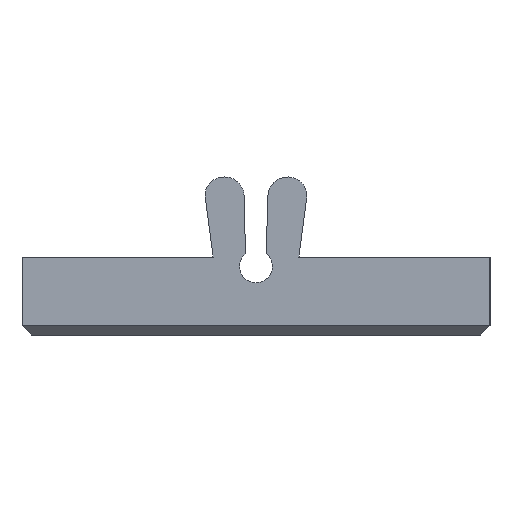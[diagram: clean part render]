
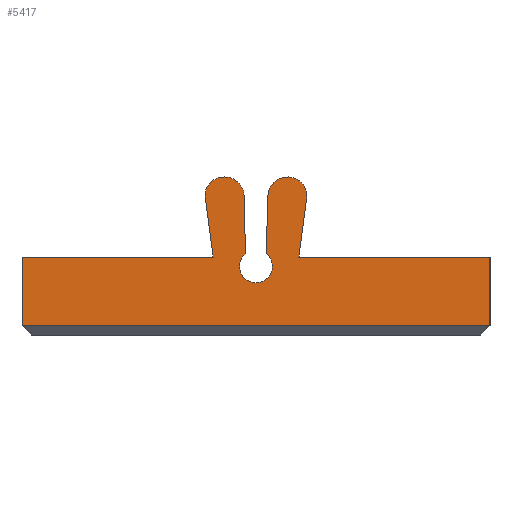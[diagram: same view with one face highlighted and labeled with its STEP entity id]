
A CAD part, left-side view. The second image highlights one B-rep face of the part: STEP entity #5417.
In plain terms, the highlighted planar face has unit normal (-1, 0, 0).
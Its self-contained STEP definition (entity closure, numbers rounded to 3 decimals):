
#43=CIRCLE('',#5657,0.525);
#194=B_SPLINE_CURVE_WITH_KNOTS('',3,(#8800,#8801,#8802,#8803,#8804,#8805,
#8806,#8807,#8808,#8809,#8810,#8811,#8812,#8813,#8814,#8815,#8816,#8817,
#8818),.UNSPECIFIED.,.F.,.F.,(4,3,3,3,3,3,4),(0.033,0.108,
0.145,0.183,0.22,0.258,0.332),
 .UNSPECIFIED.);
#195=B_SPLINE_CURVE_WITH_KNOTS('',3,(#8822,#8823,#8824,#8825,#8826,#8827,
#8828,#8829,#8830,#8831,#8832,#8833,#8834,#8835,#8836,#8837,#8838,#8839,
#8840),.UNSPECIFIED.,.F.,.F.,(4,3,3,3,3,3,4),(0.034,0.191,
0.269,0.347,0.425,0.503,
0.66),.UNSPECIFIED.);
#606=FACE_OUTER_BOUND('',#910,.T.);
#910=EDGE_LOOP('',(#4320,#4321,#4322,#4323,#4324,#4325,#4326,#4327,#4328,
#4329,#4330,#4331));
#1283=LINE('',#8638,#1827);
#1286=LINE('',#8644,#1830);
#1290=LINE('',#8651,#1834);
#1308=LINE('',#8687,#1852);
#1309=LINE('',#8689,#1853);
#1310=LINE('',#8691,#1854);
#1346=LINE('',#8765,#1890);
#1348=LINE('',#8769,#1892);
#1349=LINE('',#8821,#1893);
#1827=VECTOR('',#6118,1000.);
#1830=VECTOR('',#6123,10.);
#1834=VECTOR('',#6129,10.);
#1852=VECTOR('',#6157,1000.);
#1853=VECTOR('',#6160,1000.);
#1854=VECTOR('',#6163,1000.);
#1890=VECTOR('',#6239,1000.);
#1892=VECTOR('',#6243,1000.);
#1893=VECTOR('',#6246,1000.);
#2378=VERTEX_POINT('',#8570);
#2380=VERTEX_POINT('',#8573);
#2392=VERTEX_POINT('',#8637);
#2393=VERTEX_POINT('',#8641);
#2394=VERTEX_POINT('',#8643);
#2395=VERTEX_POINT('',#8647);
#2396=VERTEX_POINT('',#8649);
#2397=VERTEX_POINT('',#8656);
#2409=VERTEX_POINT('',#8683);
#2427=VERTEX_POINT('',#8763);
#2428=VERTEX_POINT('',#8767);
#2429=VERTEX_POINT('',#8820);
#3025=EDGE_CURVE('',#2380,#2378,#43,.T.);
#3039=EDGE_CURVE('',#2380,#2392,#1283,.T.);
#3042=EDGE_CURVE('',#2393,#2394,#1286,.T.);
#3046=EDGE_CURVE('',#2396,#2395,#1290,.T.);
#3064=EDGE_CURVE('',#2397,#2396,#1308,.T.);
#3065=EDGE_CURVE('',#2409,#2394,#1309,.T.);
#3066=EDGE_CURVE('',#2397,#2409,#1310,.T.);
#3102=EDGE_CURVE('',#2378,#2427,#1346,.T.);
#3104=EDGE_CURVE('',#2395,#2428,#1348,.T.);
#3105=EDGE_CURVE('',#2428,#2427,#194,.T.);
#3106=EDGE_CURVE('',#2393,#2429,#1349,.T.);
#3107=EDGE_CURVE('',#2392,#2429,#195,.T.);
#4320=ORIENTED_EDGE('',*,*,#3025,.T.);
#4321=ORIENTED_EDGE('',*,*,#3102,.T.);
#4322=ORIENTED_EDGE('',*,*,#3105,.F.);
#4323=ORIENTED_EDGE('',*,*,#3104,.F.);
#4324=ORIENTED_EDGE('',*,*,#3046,.F.);
#4325=ORIENTED_EDGE('',*,*,#3064,.F.);
#4326=ORIENTED_EDGE('',*,*,#3066,.T.);
#4327=ORIENTED_EDGE('',*,*,#3065,.T.);
#4328=ORIENTED_EDGE('',*,*,#3042,.F.);
#4329=ORIENTED_EDGE('',*,*,#3106,.T.);
#4330=ORIENTED_EDGE('',*,*,#3107,.F.);
#4331=ORIENTED_EDGE('',*,*,#3039,.F.);
#5188=PLANE('',#5691);
#5417=ADVANCED_FACE('',(#606),#5188,.F.);
#5657=AXIS2_PLACEMENT_3D('',#8574,#6100,#6101);
#5691=AXIS2_PLACEMENT_3D('',#8819,#6244,#6245);
#6100=DIRECTION('center_axis',(1.,0.,0.));
#6101=DIRECTION('ref_axis',(0.,-1.,0.));
#6118=DIRECTION('',(0.,-0.03,1.));
#6123=DIRECTION('',(0.,-1.,0.));
#6129=DIRECTION('',(0.,-1.,0.));
#6157=DIRECTION('',(0.,0.,1.));
#6160=DIRECTION('',(0.,0.,1.));
#6163=DIRECTION('',(0.,-1.,0.));
#6239=DIRECTION('',(0.,0.024,1.));
#6243=DIRECTION('',(0.,0.13,0.992));
#6244=DIRECTION('center_axis',(1.,0.,0.));
#6245=DIRECTION('ref_axis',(0.,-0.985,0.174));
#6246=DIRECTION('',(0.,-0.13,0.992));
#8570=CARTESIAN_POINT('',(-18.487,33.037,8.856));
#8573=CARTESIAN_POINT('',(-18.487,32.373,8.865));
#8574=CARTESIAN_POINT('Origin',(-18.487,32.7,8.454));
#8637=CARTESIAN_POINT('',(-18.487,32.318,10.724));
#8638=CARTESIAN_POINT('',(-18.487,32.349,9.694));
#8641=CARTESIAN_POINT('',(-18.487,31.325,8.754));
#8643=CARTESIAN_POINT('',(-18.487,25.2,8.754));
#8644=CARTESIAN_POINT('',(-18.487,32.7,8.754));
#8647=CARTESIAN_POINT('',(-18.487,34.075,8.754));
#8649=CARTESIAN_POINT('',(-18.487,40.2,8.754));
#8651=CARTESIAN_POINT('',(-18.487,32.7,8.754));
#8656=CARTESIAN_POINT('',(-18.487,40.2,6.554));
#8683=CARTESIAN_POINT('',(-18.487,25.2,6.554));
#8687=CARTESIAN_POINT('',(-18.487,40.2,8.004));
#8689=CARTESIAN_POINT('',(-18.487,25.2,8.004));
#8691=CARTESIAN_POINT('',(-18.487,25.2,6.554));
#8763=CARTESIAN_POINT('',(-18.487,33.082,10.724));
#8765=CARTESIAN_POINT('',(-18.487,33.057,9.69));
#8767=CARTESIAN_POINT('',(-18.487,34.322,10.64));
#8769=CARTESIAN_POINT('',(-18.487,34.198,9.697));
#8800=CARTESIAN_POINT('Ctrl Pts',(-18.487,34.322,10.64));
#8801=CARTESIAN_POINT('Ctrl Pts',(-18.487,34.342,10.777));
#8802=CARTESIAN_POINT('Ctrl Pts',(-18.487,34.329,10.873));
#8803=CARTESIAN_POINT('Ctrl Pts',(-18.487,34.265,10.99));
#8804=CARTESIAN_POINT('Ctrl Pts',(-18.487,34.233,11.049));
#8805=CARTESIAN_POINT('Ctrl Pts',(-18.487,34.189,11.114));
#8806=CARTESIAN_POINT('Ctrl Pts',(-18.487,34.124,11.17));
#8807=CARTESIAN_POINT('Ctrl Pts',(-18.487,34.058,11.227));
#8808=CARTESIAN_POINT('Ctrl Pts',(-18.487,33.972,11.276));
#8809=CARTESIAN_POINT('Ctrl Pts',(-18.487,33.872,11.301));
#8810=CARTESIAN_POINT('Ctrl Pts',(-18.487,33.772,11.326));
#8811=CARTESIAN_POINT('Ctrl Pts',(-18.487,33.658,11.327));
#8812=CARTESIAN_POINT('Ctrl Pts',(-18.487,33.553,11.3));
#8813=CARTESIAN_POINT('Ctrl Pts',(-18.487,33.447,11.273));
#8814=CARTESIAN_POINT('Ctrl Pts',(-18.487,33.351,11.218));
#8815=CARTESIAN_POINT('Ctrl Pts',(-18.487,33.278,11.152));
#8816=CARTESIAN_POINT('Ctrl Pts',(-18.487,33.133,11.02));
#8817=CARTESIAN_POINT('Ctrl Pts',(-18.487,33.085,10.849));
#8818=CARTESIAN_POINT('Ctrl Pts',(-18.487,33.082,10.724));
#8819=CARTESIAN_POINT('Origin',(-18.487,32.775,9.057));
#8820=CARTESIAN_POINT('',(-18.487,31.078,10.64));
#8821=CARTESIAN_POINT('',(-18.487,31.202,9.697));
#8822=CARTESIAN_POINT('Ctrl Pts',(-18.487,32.318,10.724));
#8823=CARTESIAN_POINT('Ctrl Pts',(-18.487,32.315,10.849));
#8824=CARTESIAN_POINT('Ctrl Pts',(-18.487,32.267,11.02));
#8825=CARTESIAN_POINT('Ctrl Pts',(-18.487,32.122,11.152));
#8826=CARTESIAN_POINT('Ctrl Pts',(-18.487,32.049,11.218));
#8827=CARTESIAN_POINT('Ctrl Pts',(-18.487,31.953,11.273));
#8828=CARTESIAN_POINT('Ctrl Pts',(-18.487,31.847,11.3));
#8829=CARTESIAN_POINT('Ctrl Pts',(-18.487,31.742,11.327));
#8830=CARTESIAN_POINT('Ctrl Pts',(-18.487,31.628,11.326));
#8831=CARTESIAN_POINT('Ctrl Pts',(-18.487,31.528,11.301));
#8832=CARTESIAN_POINT('Ctrl Pts',(-18.487,31.428,11.276));
#8833=CARTESIAN_POINT('Ctrl Pts',(-18.487,31.342,11.227));
#8834=CARTESIAN_POINT('Ctrl Pts',(-18.487,31.276,11.17));
#8835=CARTESIAN_POINT('Ctrl Pts',(-18.487,31.211,11.114));
#8836=CARTESIAN_POINT('Ctrl Pts',(-18.487,31.167,11.049));
#8837=CARTESIAN_POINT('Ctrl Pts',(-18.487,31.135,10.99));
#8838=CARTESIAN_POINT('Ctrl Pts',(-18.487,31.071,10.873));
#8839=CARTESIAN_POINT('Ctrl Pts',(-18.487,31.057,10.777));
#8840=CARTESIAN_POINT('Ctrl Pts',(-18.487,31.078,10.64));
